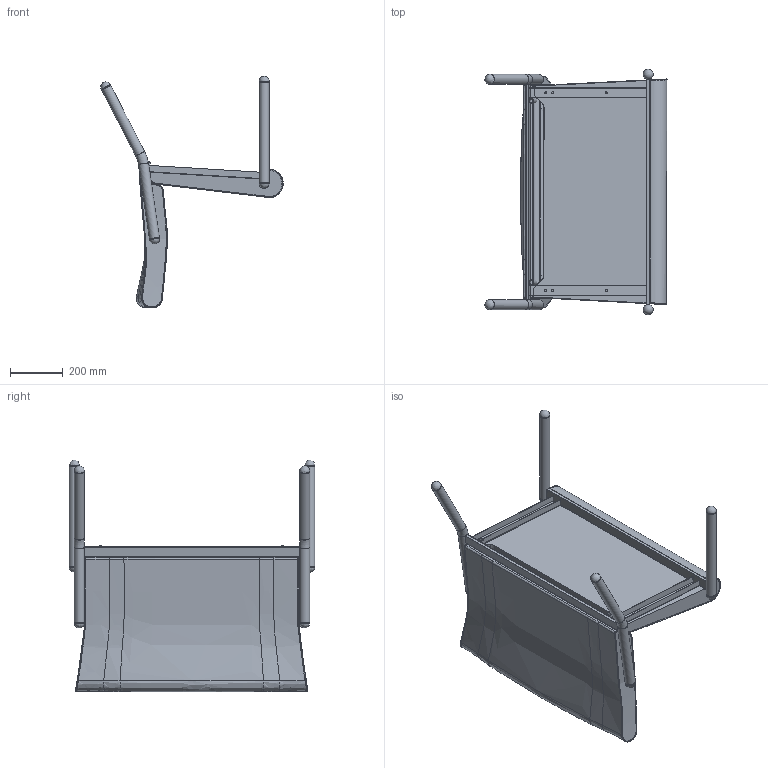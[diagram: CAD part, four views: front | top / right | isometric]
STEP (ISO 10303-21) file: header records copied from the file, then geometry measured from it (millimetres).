
FILE_DESCRIPTION((''),'2;1');
FILE_NAME('BLF14NWS.stp','2011-04-07T14:42:08',('jkibby'),(''),'Autodesk Inventor 2010','Autodesk Inventor 2010','');
FILE_SCHEMA(('AUTOMOTIVE_DESIGN { 1 0 10303 214 1 1 1 1 }'));
Length unit declared in the file: inch
Products named in the file (15): BLF12AWS; GLIDE; LF12B BACK-2; LF12BAWS FRM; LF12BWS FRM; SEAT RAIL; LF12B FRONT LEG ASM; FRONT LEG; LF12B FRONT CROSS MBR; LF12WSB REAR LEG ASM; BACK TUBES; LF12B REAR CROSS MBR; WALL SAVER REAR LEG; LF14B SEAT
Assembly tree (24 placements, depth 5):
  BLF12AWS
    GLIDE  x4
    LF12B BACK-2
    LF12BAWS FRM
      LF12BWS FRM
        SEAT RAIL  x2
        LF12B FRONT LEG ASM
          FRONT LEG  x2
          LF12B FRONT CROSS MBR
        LF12WSB REAR LEG ASM
          BACK TUBES  x2
          LF12B REAR CROSS MBR
          WALL SAVER REAR LEG  x2
      GLIDE  x4
    LF14B SEAT
Bounding box: 689.82 x 928.69 x 876.04 mm (x, y, z)
Volume: 54346979.9 mm3; surface area: 2964971.9 mm2
Topology: 20 solids, 20 shells, 280 faces, 644 edges, 396 vertices
Faces by surface type: bspline 126, plane 82, cylinder 58, sphere 8, torus 4, cone 2
Full cylindrical faces by diameter (mm): 7.938 x6, 14.63 x2, 19.05 x2, 34.925 x12, 35.052 x2, 38.1 x6
Entity records: 12949 total; most frequent: CARTESIAN_POINT 7827, ORIENTED_EDGE 1022, DIRECTION 839, EDGE_CURVE 511, AXIS2_PLACEMENT_3D 340, VERTEX_POINT 323, EDGE_LOOP 260, FACE_OUTER_BOUND 226
